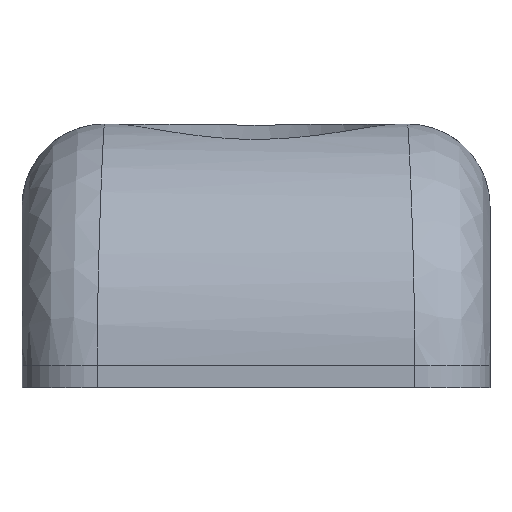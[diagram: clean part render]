
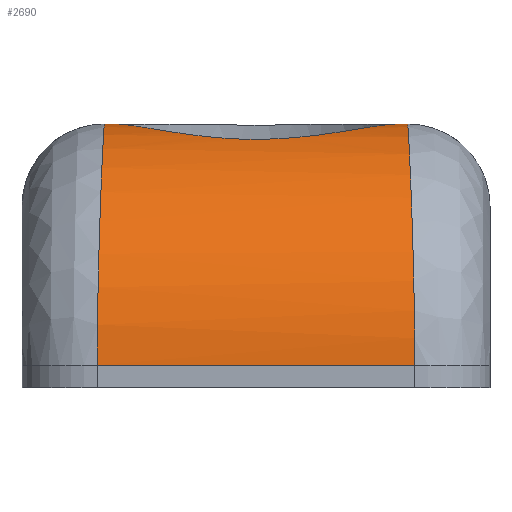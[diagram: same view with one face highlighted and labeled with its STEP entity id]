
A CAD part, front view. The second image highlights one B-rep face of the part: STEP entity #2690.
In plain terms, the highlighted cylindrical face has radius 8.5 mm (diameter 17 mm), a partial arc.
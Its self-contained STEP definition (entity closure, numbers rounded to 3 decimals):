
#65=CYLINDRICAL_SURFACE('',#2862,8.5);
#168=LINE('',#5431,#340);
#169=LINE('',#5432,#341);
#170=LINE('',#5433,#342);
#340=VECTOR('',#3279,10.);
#341=VECTOR('',#3280,10.);
#342=VECTOR('',#3281,10.);
#549=FACE_OUTER_BOUND('',#712,.T.);
#712=EDGE_LOOP('',(#1954,#1955,#1956,#1957,#1958,#1959));
#1009=B_SPLINE_CURVE_WITH_KNOTS('',3,(#5307,#5308,#5309,#5310,#5311,#5312,
#5313,#5314),.UNSPECIFIED.,.F.,.F.,(4,1,1,1,1,4),(0.,0.143,
0.429,0.714,0.857,1.),.UNSPECIFIED.);
#1012=B_SPLINE_CURVE_WITH_KNOTS('',3,(#5394,#5395,#5396,#5397,#5398,#5399,
#5400,#5401),.UNSPECIFIED.,.F.,.F.,(4,1,1,1,1,4),(0.,0.143,
0.286,0.571,0.857,1.),.UNSPECIFIED.);
#1013=B_SPLINE_CURVE_WITH_KNOTS('',3,(#5412,#5413,#5414,#5415,#5416,#5417,
#5418,#5419,#5420,#5421,#5422,#5423,#5424,#5425,#5426,#5427,#5428,#5429,
#5430),.UNSPECIFIED.,.F.,.F.,(4,2,2,2,3,2,2,2,4),(3.191,3.26,
3.361,3.571,3.781,3.991,4.201,
4.301,4.371),.UNSPECIFIED.);
#1162=VERTEX_POINT('',#5305);
#1163=VERTEX_POINT('',#5306);
#1170=VERTEX_POINT('',#5391);
#1171=VERTEX_POINT('',#5393);
#1174=VERTEX_POINT('',#5410);
#1175=VERTEX_POINT('',#5411);
#1460=EDGE_CURVE('',#1162,#1163,#1009,.F.);
#1469=EDGE_CURVE('',#1171,#1170,#1012,.F.);
#1474=EDGE_CURVE('',#1174,#1175,#1013,.T.);
#1475=EDGE_CURVE('',#1175,#1171,#168,.T.);
#1476=EDGE_CURVE('',#1170,#1162,#169,.T.);
#1477=EDGE_CURVE('',#1163,#1174,#170,.T.);
#1954=ORIENTED_EDGE('',*,*,#1474,.T.);
#1955=ORIENTED_EDGE('',*,*,#1475,.T.);
#1956=ORIENTED_EDGE('',*,*,#1469,.T.);
#1957=ORIENTED_EDGE('',*,*,#1476,.T.);
#1958=ORIENTED_EDGE('',*,*,#1460,.T.);
#1959=ORIENTED_EDGE('',*,*,#1477,.T.);
#2690=ADVANCED_FACE('',(#549),#65,.T.);
#2862=AXIS2_PLACEMENT_3D('',#5409,#3277,#3278);
#3277=DIRECTION('center_axis',(1.,0.,0.));
#3278=DIRECTION('ref_axis',(0.,-0.707,0.707));
#3279=DIRECTION('',(-1.,0.,0.));
#3280=DIRECTION('',(1.,0.,0.));
#3281=DIRECTION('',(-1.,0.,0.));
#5305=CARTESIAN_POINT('',(5.6,-11.6,-7.));
#5306=CARTESIAN_POINT('',(5.35,-3.1,1.5));
#5307=CARTESIAN_POINT('Ctrl Pts',(5.35,-3.1,1.5));
#5308=CARTESIAN_POINT('Ctrl Pts',(5.35,-3.686,1.5));
#5309=CARTESIAN_POINT('Ctrl Pts',(5.365,-5.492,1.333));
#5310=CARTESIAN_POINT('Ctrl Pts',(5.445,-8.659,-0.116));
#5311=CARTESIAN_POINT('Ctrl Pts',(5.54,-10.756,-2.924));
#5312=CARTESIAN_POINT('Ctrl Pts',(5.59,-11.489,-5.3));
#5313=CARTESIAN_POINT('Ctrl Pts',(5.6,-11.6,-6.439));
#5314=CARTESIAN_POINT('Ctrl Pts',(5.6,-11.6,-7.));
#5391=CARTESIAN_POINT('',(-5.6,-11.6,-7.));
#5393=CARTESIAN_POINT('',(-5.35,-3.1,1.5));
#5394=CARTESIAN_POINT('Ctrl Pts',(-5.6,-11.6,-7.));
#5395=CARTESIAN_POINT('Ctrl Pts',(-5.6,-11.6,-6.439));
#5396=CARTESIAN_POINT('Ctrl Pts',(-5.59,-11.489,-5.3));
#5397=CARTESIAN_POINT('Ctrl Pts',(-5.54,-10.756,-2.924));
#5398=CARTESIAN_POINT('Ctrl Pts',(-5.445,-8.659,-0.116));
#5399=CARTESIAN_POINT('Ctrl Pts',(-5.365,-5.492,1.333));
#5400=CARTESIAN_POINT('Ctrl Pts',(-5.35,-3.686,1.5));
#5401=CARTESIAN_POINT('Ctrl Pts',(-5.35,-3.1,1.5));
#5409=CARTESIAN_POINT('Origin',(4.125,-3.1,-7.));
#5410=CARTESIAN_POINT('',(5.095,-3.1,1.5));
#5411=CARTESIAN_POINT('',(-5.095,-3.1,1.5));
#5412=CARTESIAN_POINT('Ctrl Pts',(5.095,-3.1,1.5));
#5413=CARTESIAN_POINT('Ctrl Pts',(4.969,-3.308,1.5));
#5414=CARTESIAN_POINT('Ctrl Pts',(4.826,-3.517,1.492));
#5415=CARTESIAN_POINT('Ctrl Pts',(4.449,-4.005,1.457));
#5416=CARTESIAN_POINT('Ctrl Pts',(4.201,-4.273,1.422));
#5417=CARTESIAN_POINT('Ctrl Pts',(3.448,-4.972,1.305));
#5418=CARTESIAN_POINT('Ctrl Pts',(2.818,-5.387,1.192));
#5419=CARTESIAN_POINT('Ctrl Pts',(1.444,-5.938,1.018));
#5420=CARTESIAN_POINT('Ctrl Pts',(0.7,-6.074,0.963));
#5421=CARTESIAN_POINT('Ctrl Pts',(0.,-6.074,0.963));
#5422=CARTESIAN_POINT('Ctrl Pts',(-0.7,-6.074,
0.963));
#5423=CARTESIAN_POINT('Ctrl Pts',(-1.444,-5.938,1.018));
#5424=CARTESIAN_POINT('Ctrl Pts',(-2.818,-5.387,1.192));
#5425=CARTESIAN_POINT('Ctrl Pts',(-3.448,-4.972,1.305));
#5426=CARTESIAN_POINT('Ctrl Pts',(-4.201,-4.273,1.422));
#5427=CARTESIAN_POINT('Ctrl Pts',(-4.449,-4.005,1.457));
#5428=CARTESIAN_POINT('Ctrl Pts',(-4.826,-3.517,1.492));
#5429=CARTESIAN_POINT('Ctrl Pts',(-4.969,-3.308,1.5));
#5430=CARTESIAN_POINT('Ctrl Pts',(-5.095,-3.1,1.5));
#5431=CARTESIAN_POINT('',(4.125,-3.1,1.5));
#5432=CARTESIAN_POINT('',(4.125,-11.6,-7.));
#5433=CARTESIAN_POINT('',(4.125,-3.1,1.5));
